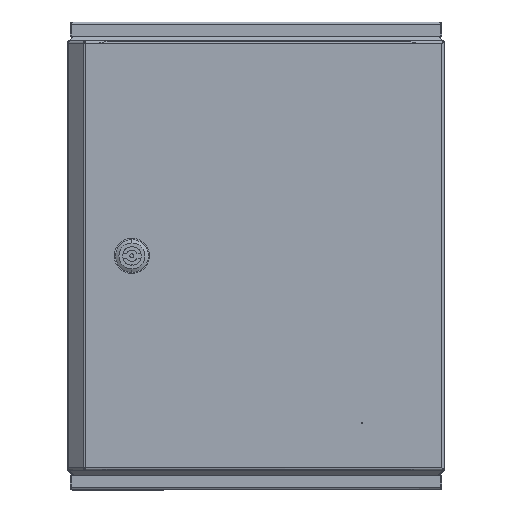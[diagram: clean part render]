
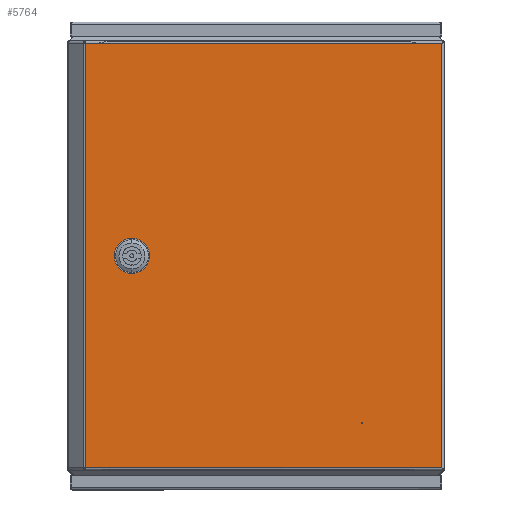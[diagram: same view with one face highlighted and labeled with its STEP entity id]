
A CAD part, top view. The second image highlights one B-rep face of the part: STEP entity #5764.
In plain terms, the highlighted face is planar.
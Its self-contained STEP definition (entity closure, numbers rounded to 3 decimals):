
#308 = VERTEX_POINT ( 'NONE', #21865 ) ;
#312 = VERTEX_POINT ( 'NONE', #2929 ) ;
#1312 = ORIENTED_EDGE ( 'NONE', *, *, #9591, .T. ) ;
#1457 = EDGE_CURVE ( 'NONE', #15802, #4597, #30388, .T. ) ;
#2022 = VECTOR ( 'NONE', #24978, 1000. ) ;
#2406 = CARTESIAN_POINT ( 'NONE',  ( 31., 0., 174.25 ) ) ;
#2483 = FACE_OUTER_BOUND ( 'NONE', #8324, .T. ) ;
#2788 = VERTEX_POINT ( 'NONE', #5282 ) ;
#2906 = LINE ( 'NONE', #24843, #17012 ) ;
#2929 = CARTESIAN_POINT ( 'NONE',  ( 31., 0., 186.75 ) ) ;
#2930 = EDGE_CURVE ( 'NONE', #312, #2788, #30821, .T. ) ;
#3168 = CARTESIAN_POINT ( 'NONE',  ( 47., 0., 174.25 ) ) ;
#3529 = ORIENTED_EDGE ( 'NONE', *, *, #1457, .F. ) ;
#3654 = VECTOR ( 'NONE', #25441, 1000. ) ;
#4226 = CARTESIAN_POINT ( 'NONE',  ( 47., 0., 190.25 ) ) ;
#4492 = CARTESIAN_POINT ( 'NONE',  ( 50.5, 0., 174.25 ) ) ;
#4597 = VERTEX_POINT ( 'NONE', #12287 ) ;
#5114 = DIRECTION ( 'NONE',  ( 0., 0., -1. ) ) ;
#5282 = CARTESIAN_POINT ( 'NONE',  ( 31., 0., 174.25 ) ) ;
#5674 = DIRECTION ( 'NONE',  ( 0., -1., 0. ) ) ;
#5735 = CARTESIAN_POINT ( 'NONE',  ( 47., 0., 190.25 ) ) ;
#5764 = ADVANCED_FACE ( 'NONE', ( #26628, #2483 ), #30897, .T. ) ;
#5773 = CARTESIAN_POINT ( 'NONE',  ( 47., 0., 170.75 ) ) ;
#6024 = CARTESIAN_POINT ( 'NONE',  ( 0., 0., 361. ) ) ;
#6335 = LINE ( 'NONE', #6024, #3654 ) ;
#6819 = DIRECTION ( 'NONE',  ( 0., 0., -1. ) ) ;
#6829 = DIRECTION ( 'NONE',  ( 0., -1., 0. ) ) ;
#7201 = DIRECTION ( 'NONE',  ( 0., 0., -1. ) ) ;
#7678 = VERTEX_POINT ( 'NONE', #4492 ) ;
#8324 = EDGE_LOOP ( 'NONE', ( #19153, #27559, #1312, #25809 ) ) ;
#8432 = CARTESIAN_POINT ( 'NONE',  ( 304., 0., 361. ) ) ;
#8707 = DIRECTION ( 'NONE',  ( -1., 0., 0. ) ) ;
#9086 = AXIS2_PLACEMENT_3D ( 'NONE', #9343, #6829, #16438 ) ;
#9343 = CARTESIAN_POINT ( 'NONE',  ( 34.5, 0., 186.75 ) ) ;
#9538 = CARTESIAN_POINT ( 'NONE',  ( 50.5, 0., 186.75 ) ) ;
#9591 = EDGE_CURVE ( 'NONE', #20362, #13067, #6335, .T. ) ;
#10097 = DIRECTION ( 'NONE',  ( -1., 0., 0. ) ) ;
#10803 = CARTESIAN_POINT ( 'NONE',  ( 34.5, 0., 170.75 ) ) ;
#11073 = LINE ( 'NONE', #28131, #30945 ) ;
#11097 = EDGE_CURVE ( 'NONE', #7678, #23779, #29988, .T. ) ;
#11552 = CARTESIAN_POINT ( 'NONE',  ( 34.5, 0., 190.25 ) ) ;
#12287 = CARTESIAN_POINT ( 'NONE',  ( 47., 0., 170.75 ) ) ;
#13067 = VERTEX_POINT ( 'NONE', #20957 ) ;
#13146 = AXIS2_PLACEMENT_3D ( 'NONE', #28832, #21565, #7201 ) ;
#13224 = DIRECTION ( 'NONE',  ( -1., 0., 0. ) ) ;
#13386 = CARTESIAN_POINT ( 'NONE',  ( 304., 0., 361. ) ) ;
#13672 = VECTOR ( 'NONE', #22800, 1000. ) ;
#13847 = EDGE_CURVE ( 'NONE', #20362, #308, #18284, .T. ) ;
#15340 = VECTOR ( 'NONE', #25700, 1000. ) ;
#15501 = VECTOR ( 'NONE', #27624, 1000. ) ;
#15699 = CIRCLE ( 'NONE', #27317, 3.5 ) ;
#15802 = VERTEX_POINT ( 'NONE', #10803 ) ;
#15875 = CARTESIAN_POINT ( 'NONE',  ( 47., 0., 186.75 ) ) ;
#16438 = DIRECTION ( 'NONE',  ( -1., 0., 0. ) ) ;
#17012 = VECTOR ( 'NONE', #5114, 1000. ) ;
#17838 = VERTEX_POINT ( 'NONE', #30059 ) ;
#17978 = CARTESIAN_POINT ( 'NONE',  ( 50.5, 0., 174.25 ) ) ;
#18281 = CARTESIAN_POINT ( 'NONE',  ( 34.5, 0., 174.25 ) ) ;
#18284 = LINE ( 'NONE', #13386, #15340 ) ;
#18308 = ORIENTED_EDGE ( 'NONE', *, *, #31156, .F. ) ;
#18464 = EDGE_CURVE ( 'NONE', #4597, #7678, #15699, .T. ) ;
#18566 = EDGE_LOOP ( 'NONE', ( #19130, #25164, #23066, #3529, #26559, #26776, #18308, #19942 ) ) ;
#19130 = ORIENTED_EDGE ( 'NONE', *, *, #20921, .F. ) ;
#19153 = ORIENTED_EDGE ( 'NONE', *, *, #19456, .F. ) ;
#19456 = EDGE_CURVE ( 'NONE', #308, #17838, #11073, .T. ) ;
#19942 = ORIENTED_EDGE ( 'NONE', *, *, #23194, .F. ) ;
#20362 = VERTEX_POINT ( 'NONE', #8432 ) ;
#20523 = AXIS2_PLACEMENT_3D ( 'NONE', #15875, #23313, #13224 ) ;
#20921 = EDGE_CURVE ( 'NONE', #23779, #26072, #27094, .T. ) ;
#20957 = CARTESIAN_POINT ( 'NONE',  ( 0.785, 0., 361. ) ) ;
#21565 = DIRECTION ( 'NONE',  ( 0., -1., 0. ) ) ;
#21569 = EDGE_CURVE ( 'NONE', #13067, #17838, #2906, .T. ) ;
#21839 = VERTEX_POINT ( 'NONE', #11552 ) ;
#21865 = CARTESIAN_POINT ( 'NONE',  ( 304., 0., 0. ) ) ;
#22564 = DIRECTION ( 'NONE',  ( 0., -1., 0. ) ) ;
#22699 = CIRCLE ( 'NONE', #9086, 3.5 ) ;
#22800 = DIRECTION ( 'NONE',  ( 1., 0., 0. ) ) ;
#23066 = ORIENTED_EDGE ( 'NONE', *, *, #18464, .F. ) ;
#23194 = EDGE_CURVE ( 'NONE', #26072, #21839, #29869, .T. ) ;
#23313 = DIRECTION ( 'NONE',  ( 0., -1., 0. ) ) ;
#23779 = VERTEX_POINT ( 'NONE', #9538 ) ;
#24843 = CARTESIAN_POINT ( 'NONE',  ( 0.785, 0., 361. ) ) ;
#24978 = DIRECTION ( 'NONE',  ( -1., 0., 0. ) ) ;
#25164 = ORIENTED_EDGE ( 'NONE', *, *, #11097, .F. ) ;
#25441 = DIRECTION ( 'NONE',  ( -1., 0., 0. ) ) ;
#25700 = DIRECTION ( 'NONE',  ( 0., 0., -1. ) ) ;
#25809 = ORIENTED_EDGE ( 'NONE', *, *, #21569, .T. ) ;
#26072 = VERTEX_POINT ( 'NONE', #4226 ) ;
#26226 = CIRCLE ( 'NONE', #30263, 3.5 ) ;
#26559 = ORIENTED_EDGE ( 'NONE', *, *, #28292, .F. ) ;
#26628 = FACE_BOUND ( 'NONE', #18566, .T. ) ;
#26776 = ORIENTED_EDGE ( 'NONE', *, *, #2930, .F. ) ;
#27094 = CIRCLE ( 'NONE', #20523, 3.5 ) ;
#27317 = AXIS2_PLACEMENT_3D ( 'NONE', #3168, #22564, #10097 ) ;
#27559 = ORIENTED_EDGE ( 'NONE', *, *, #13847, .F. ) ;
#27624 = DIRECTION ( 'NONE',  ( 0., 0., 1. ) ) ;
#28131 = CARTESIAN_POINT ( 'NONE',  ( 0., 0., 0. ) ) ;
#28292 = EDGE_CURVE ( 'NONE', #2788, #15802, #26226, .T. ) ;
#28832 = CARTESIAN_POINT ( 'NONE',  ( 0., 0., 361. ) ) ;
#29869 = LINE ( 'NONE', #5735, #2022 ) ;
#29988 = LINE ( 'NONE', #17978, #15501 ) ;
#30059 = CARTESIAN_POINT ( 'NONE',  ( 0.785, 0., 0. ) ) ;
#30127 = DIRECTION ( 'NONE',  ( 1., 0., 0. ) ) ;
#30263 = AXIS2_PLACEMENT_3D ( 'NONE', #18281, #5674, #30127 ) ;
#30388 = LINE ( 'NONE', #5773, #13672 ) ;
#30610 = VECTOR ( 'NONE', #6819, 1000. ) ;
#30821 = LINE ( 'NONE', #2406, #30610 ) ;
#30897 = PLANE ( 'NONE',  #13146 ) ;
#30945 = VECTOR ( 'NONE', #8707, 1000. ) ;
#31156 = EDGE_CURVE ( 'NONE', #21839, #312, #22699, .T. ) ;
